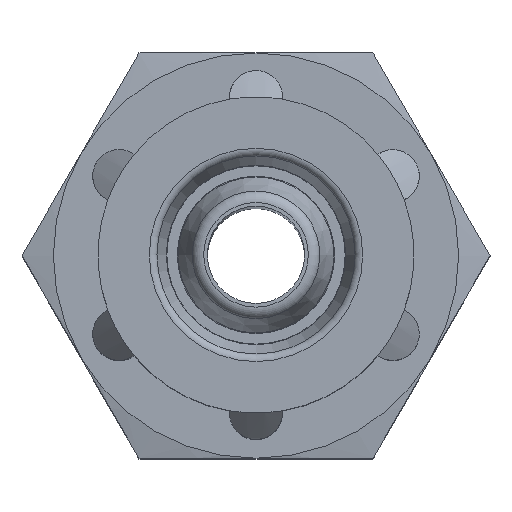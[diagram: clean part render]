
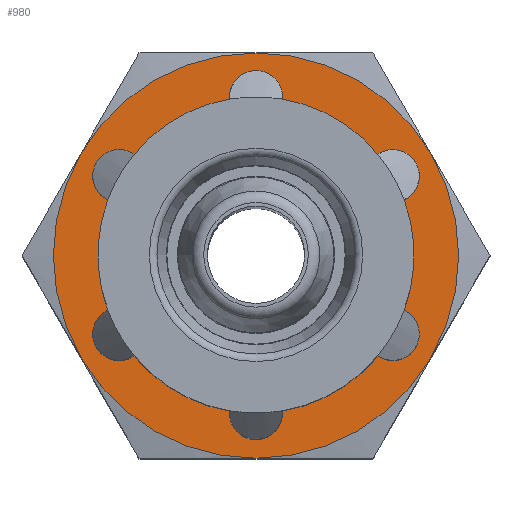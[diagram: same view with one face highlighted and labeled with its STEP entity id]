
A CAD part, top view. The second image highlights one B-rep face of the part: STEP entity #980.
In plain terms, the highlighted planar face has unit normal (0, 0, 1).
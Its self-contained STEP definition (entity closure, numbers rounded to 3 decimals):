
#163=PLANE('',#1159);
#357=ORIENTED_EDGE('',*,*,#524,.T.);
#358=ORIENTED_EDGE('',*,*,#509,.F.);
#359=ORIENTED_EDGE('',*,*,#512,.F.);
#360=ORIENTED_EDGE('',*,*,#518,.F.);
#361=ORIENTED_EDGE('',*,*,#523,.F.);
#362=ORIENTED_EDGE('',*,*,#517,.F.);
#363=ORIENTED_EDGE('',*,*,#508,.F.);
#508=EDGE_CURVE('',#599,#597,#670,.T.);
#509=EDGE_CURVE('',#600,#599,#671,.T.);
#512=EDGE_CURVE('',#602,#600,#672,.T.);
#517=EDGE_CURVE('',#597,#604,#673,.T.);
#518=EDGE_CURVE('',#606,#602,#674,.T.);
#523=EDGE_CURVE('',#604,#606,#675,.T.);
#524=EDGE_CURVE('',#609,#609,#676,.T.);
#597=VERTEX_POINT('',#1845);
#599=VERTEX_POINT('',#1851);
#600=VERTEX_POINT('',#1855);
#602=VERTEX_POINT('',#1867);
#604=VERTEX_POINT('',#1882);
#606=VERTEX_POINT('',#1891);
#609=VERTEX_POINT('',#1914);
#670=CIRCLE('',#1148,5.);
#671=CIRCLE('',#1150,5.);
#672=CIRCLE('',#1152,5.);
#673=CIRCLE('',#1154,5.);
#674=CIRCLE('',#1156,5.);
#675=CIRCLE('',#1158,5.);
#676=CIRCLE('',#1160,3.);
#772=EDGE_LOOP('',(#357));
#773=EDGE_LOOP('',(#358,#359,#360,#361,#362,#363));
#880=FACE_BOUND('',#772,.T.);
#881=FACE_BOUND('',#773,.T.);
#980=ADVANCED_FACE('',(#880,#881),#163,.T.);
#1148=AXIS2_PLACEMENT_3D('',#1852,#1428,#1429);
#1150=AXIS2_PLACEMENT_3D('',#1854,#1432,#1433);
#1152=AXIS2_PLACEMENT_3D('',#1866,#1436,#1437);
#1154=AXIS2_PLACEMENT_3D('',#1888,#1440,#1441);
#1156=AXIS2_PLACEMENT_3D('',#1890,#1444,#1445);
#1158=AXIS2_PLACEMENT_3D('',#1911,#1448,#1449);
#1159=AXIS2_PLACEMENT_3D('',#1912,#1450,#1451);
#1160=AXIS2_PLACEMENT_3D('',#1913,#1452,#1453);
#1428=DIRECTION('',(0.,0.,-1.));
#1429=DIRECTION('',(-1.,0.,0.));
#1432=DIRECTION('',(0.,0.,-1.));
#1433=DIRECTION('',(-1.,0.,0.));
#1436=DIRECTION('',(0.,0.,-1.));
#1437=DIRECTION('',(-1.,0.,0.));
#1440=DIRECTION('',(0.,0.,-1.));
#1441=DIRECTION('',(-1.,0.,0.));
#1444=DIRECTION('',(0.,0.,-1.));
#1445=DIRECTION('',(-1.,0.,0.));
#1448=DIRECTION('',(0.,0.,-1.));
#1449=DIRECTION('',(-1.,0.,0.));
#1450=DIRECTION('',(0.,0.,1.));
#1451=DIRECTION('',(1.,0.,0.));
#1452=DIRECTION('',(0.,0.,-1.));
#1453=DIRECTION('',(-1.,0.,0.));
#1845=CARTESIAN_POINT('',(4.33,-2.5,0.));
#1851=CARTESIAN_POINT('',(4.33,2.5,0.));
#1852=CARTESIAN_POINT('',(0.,0.,0.));
#1854=CARTESIAN_POINT('',(0.,0.,0.));
#1855=CARTESIAN_POINT('',(0.,5.,0.));
#1866=CARTESIAN_POINT('',(0.,0.,0.));
#1867=CARTESIAN_POINT('',(-4.33,2.5,0.));
#1882=CARTESIAN_POINT('',(0.,-5.,0.));
#1888=CARTESIAN_POINT('',(0.,0.,0.));
#1890=CARTESIAN_POINT('',(0.,0.,0.));
#1891=CARTESIAN_POINT('',(-4.33,-2.5,0.));
#1911=CARTESIAN_POINT('',(0.,0.,0.));
#1912=CARTESIAN_POINT('',(0.,5.,0.));
#1913=CARTESIAN_POINT('',(0.,0.,0.));
#1914=CARTESIAN_POINT('',(-3.,0.,0.));
